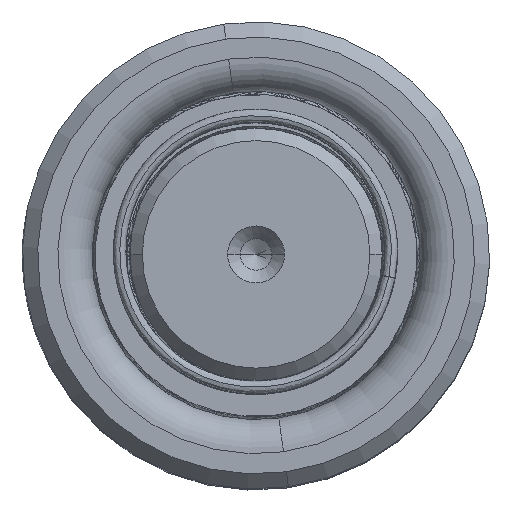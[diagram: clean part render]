
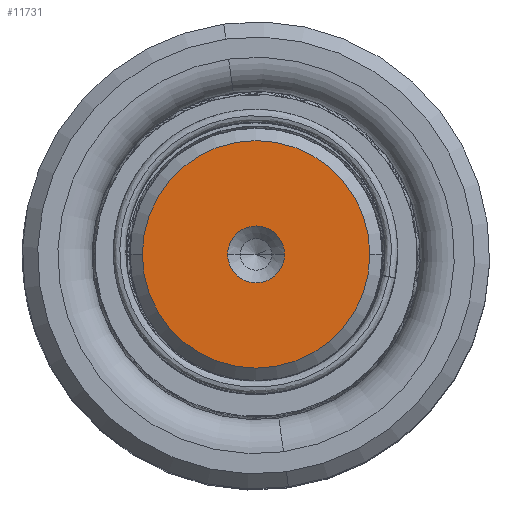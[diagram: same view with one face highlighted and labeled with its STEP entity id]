
A CAD part, top view. The second image highlights one B-rep face of the part: STEP entity #11731.
In plain terms, the highlighted planar face has unit normal (0, 0, 1).
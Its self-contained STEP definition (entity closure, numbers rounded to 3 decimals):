
#5201 = VERTEX_POINT ( 'NONE', #21391 ) ;
#5718 = CARTESIAN_POINT ( 'NONE',  ( 0., 0., 100. ) ) ;
#5757 = ORIENTED_EDGE ( 'NONE', *, *, #15181, .F. ) ;
#6542 = CARTESIAN_POINT ( 'NONE',  ( 9.009, 0., 100. ) ) ;
#7425 = AXIS2_PLACEMENT_3D ( 'NONE', #24048, #29527, #9083 ) ;
#8509 = DIRECTION ( 'NONE',  ( 0., 0., 1. ) ) ;
#8593 = DIRECTION ( 'NONE',  ( 1., 0., 0. ) ) ;
#9083 = DIRECTION ( 'NONE',  ( 1., 0., 0. ) ) ;
#9422 = CIRCLE ( 'NONE', #35737, 9.009 ) ;
#10710 = FACE_BOUND ( 'NONE', #30445, .T. ) ;
#10726 = CARTESIAN_POINT ( 'NONE',  ( 0., 0., 100. ) ) ;
#11325 = EDGE_LOOP ( 'NONE', ( #33337, #17976 ) ) ;
#11659 = AXIS2_PLACEMENT_3D ( 'NONE', #18666, #13073, #36809 ) ;
#11731 = ADVANCED_FACE ( 'NONE', ( #10710, #26554 ), #36548, .T. ) ;
#13073 = DIRECTION ( 'NONE',  ( 0., 0., 1. ) ) ;
#15181 = EDGE_CURVE ( 'NONE', #19737, #24463, #26522, .T. ) ;
#16201 = CIRCLE ( 'NONE', #20953, 2.25 ) ;
#16415 = DIRECTION ( 'NONE',  ( 1., 0., 0. ) ) ;
#16447 = EDGE_CURVE ( 'NONE', #24463, #19737, #16201, .T. ) ;
#17976 = ORIENTED_EDGE ( 'NONE', *, *, #38438, .T. ) ;
#18299 = CARTESIAN_POINT ( 'NONE',  ( 2.25, 0., 100. ) ) ;
#18666 = CARTESIAN_POINT ( 'NONE',  ( 0., 0., 100. ) ) ;
#19006 = ORIENTED_EDGE ( 'NONE', *, *, #16447, .F. ) ;
#19737 = VERTEX_POINT ( 'NONE', #37016 ) ;
#20953 = AXIS2_PLACEMENT_3D ( 'NONE', #5718, #26184, #8593 ) ;
#21391 = CARTESIAN_POINT ( 'NONE',  ( -9.009, 0., 100. ) ) ;
#21694 = EDGE_CURVE ( 'NONE', #5201, #24934, #9422, .T. ) ;
#24048 = CARTESIAN_POINT ( 'NONE',  ( 0., 0., 100. ) ) ;
#24463 = VERTEX_POINT ( 'NONE', #18299 ) ;
#24934 = VERTEX_POINT ( 'NONE', #6542 ) ;
#26184 = DIRECTION ( 'NONE',  ( 0., 0., 1. ) ) ;
#26501 = CARTESIAN_POINT ( 'NONE',  ( 0., 0., 100. ) ) ;
#26522 = CIRCLE ( 'NONE', #7425, 2.25 ) ;
#26554 = FACE_OUTER_BOUND ( 'NONE', #11325, .T. ) ;
#28699 = DIRECTION ( 'NONE',  ( 0., 0., 1. ) ) ;
#29527 = DIRECTION ( 'NONE',  ( 0., 0., 1. ) ) ;
#30445 = EDGE_LOOP ( 'NONE', ( #19006, #5757 ) ) ;
#32156 = AXIS2_PLACEMENT_3D ( 'NONE', #26501, #8509, #32334 ) ;
#32334 = DIRECTION ( 'NONE',  ( 1., 0., 0. ) ) ;
#33337 = ORIENTED_EDGE ( 'NONE', *, *, #21694, .T. ) ;
#35201 = CIRCLE ( 'NONE', #32156, 9.009 ) ;
#35737 = AXIS2_PLACEMENT_3D ( 'NONE', #10726, #28699, #16415 ) ;
#36548 = PLANE ( 'NONE',  #11659 ) ;
#36809 = DIRECTION ( 'NONE',  ( 1., 0., 0. ) ) ;
#37016 = CARTESIAN_POINT ( 'NONE',  ( -2.25, 0., 100. ) ) ;
#38438 = EDGE_CURVE ( 'NONE', #24934, #5201, #35201, .T. ) ;
